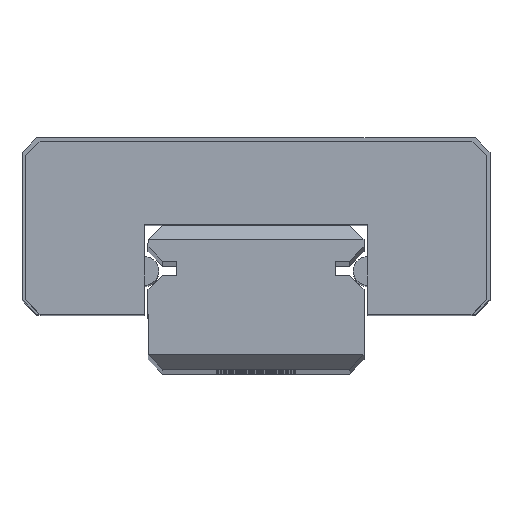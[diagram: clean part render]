
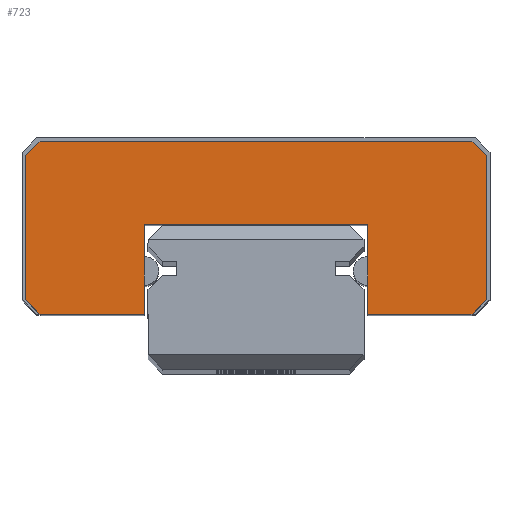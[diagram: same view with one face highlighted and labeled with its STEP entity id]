
A CAD part, top view. The second image highlights one B-rep face of the part: STEP entity #723.
In plain terms, the highlighted planar face has unit normal (0, 0, 1).
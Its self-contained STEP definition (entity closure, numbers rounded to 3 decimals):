
#47 = LINE ( 'NONE', #2346, #5003 ) ;
#65 = EDGE_CURVE ( 'NONE', #1505, #2470, #1039, .T. ) ;
#77 = VERTEX_POINT ( 'NONE', #1070 ) ;
#160 = EDGE_CURVE ( 'NONE', #5051, #4315, #2087, .T. ) ;
#180 = DIRECTION ( 'NONE',  ( 0., -1., 0. ) ) ;
#256 = EDGE_CURVE ( 'NONE', #4582, #4885, #3009, .T. ) ;
#353 = CARTESIAN_POINT ( 'NONE',  ( 13., 13., 0. ) ) ;
#370 = CARTESIAN_POINT ( 'NONE',  ( 0., 0., 0. ) ) ;
#373 = DIRECTION ( 'NONE',  ( 0., 1., 0. ) ) ;
#421 = VERTEX_POINT ( 'NONE', #2700 ) ;
#587 = VECTOR ( 'NONE', #3326, 1000. ) ;
#657 = VECTOR ( 'NONE', #373, 1000. ) ;
#700 = CARTESIAN_POINT ( 'NONE',  ( 8., -8., 0. ) ) ;
#723 = ADVANCED_FACE ( 'NONE', ( #3355 ), #926, .T. ) ;
#732 = CARTESIAN_POINT ( 'NONE',  ( 7.75, 5.25, 0. ) ) ;
#795 = LINE ( 'NONE', #2377, #3317 ) ;
#814 = DIRECTION ( 'NONE',  ( 1., 0., 0. ) ) ;
#853 = EDGE_CURVE ( 'NONE', #4885, #1505, #4772, .T. ) ;
#926 = PLANE ( 'NONE',  #1782 ) ;
#1013 = DIRECTION ( 'NONE',  ( 0., -1., 0. ) ) ;
#1022 = DIRECTION ( 'NONE',  ( 0.707, 0.707, 0. ) ) ;
#1025 = VERTEX_POINT ( 'NONE', #4656 ) ;
#1039 = LINE ( 'NONE', #3397, #4316 ) ;
#1047 = VERTEX_POINT ( 'NONE', #2655 ) ;
#1070 = CARTESIAN_POINT ( 'NONE',  ( 16., 10., 0. ) ) ;
#1098 = CARTESIAN_POINT ( 'NONE',  ( -15., 11., 0. ) ) ;
#1230 = CARTESIAN_POINT ( 'NONE',  ( -15., -1., 0. ) ) ;
#1319 = CARTESIAN_POINT ( 'NONE',  ( 7.75, 3., 0. ) ) ;
#1406 = DIRECTION ( 'NONE',  ( -1., 0., 0. ) ) ;
#1418 = VECTOR ( 'NONE', #1022, 1000. ) ;
#1454 = ORIENTED_EDGE ( 'NONE', *, *, #65, .T. ) ;
#1491 = LINE ( 'NONE', #353, #2142 ) ;
#1505 = VERTEX_POINT ( 'NONE', #4044 ) ;
#1586 = VERTEX_POINT ( 'NONE', #1715 ) ;
#1600 = CARTESIAN_POINT ( 'NONE',  ( 7.75, 1., 0. ) ) ;
#1618 = ORIENTED_EDGE ( 'NONE', *, *, #4652, .T. ) ;
#1650 = EDGE_CURVE ( 'NONE', #1025, #1680, #3938, .T. ) ;
#1680 = VERTEX_POINT ( 'NONE', #2285 ) ;
#1704 = LINE ( 'NONE', #4439, #3819 ) ;
#1715 = CARTESIAN_POINT ( 'NONE',  ( 16., 0., 0. ) ) ;
#1782 = AXIS2_PLACEMENT_3D ( 'NONE', #370, #4607, #1899 ) ;
#1801 = VECTOR ( 'NONE', #1406, 1000. ) ;
#1836 = CARTESIAN_POINT ( 'NONE',  ( -8., -8., 0. ) ) ;
#1899 = DIRECTION ( 'NONE',  ( 1., 0., 0. ) ) ;
#1900 = LINE ( 'NONE', #732, #3145 ) ;
#1945 = EDGE_CURVE ( 'NONE', #4087, #421, #2066, .T. ) ;
#1951 = VERTEX_POINT ( 'NONE', #1230 ) ;
#2031 = EDGE_CURVE ( 'NONE', #2470, #1951, #4096, .T. ) ;
#2049 = DIRECTION ( 'NONE',  ( 0., 1., 0. ) ) ;
#2066 = LINE ( 'NONE', #2419, #2950 ) ;
#2087 = LINE ( 'NONE', #4431, #3739 ) ;
#2142 = VECTOR ( 'NONE', #5040, 1000. ) ;
#2255 = LINE ( 'NONE', #700, #1418 ) ;
#2256 = ORIENTED_EDGE ( 'NONE', *, *, #4680, .T. ) ;
#2285 = CARTESIAN_POINT ( 'NONE',  ( -7.75, 1., 0. ) ) ;
#2290 = ORIENTED_EDGE ( 'NONE', *, *, #256, .T. ) ;
#2304 = ORIENTED_EDGE ( 'NONE', *, *, #2750, .T. ) ;
#2346 = CARTESIAN_POINT ( 'NONE',  ( 7.75, -1., 0. ) ) ;
#2377 = CARTESIAN_POINT ( 'NONE',  ( 16., 11., 0. ) ) ;
#2396 = DIRECTION ( 'NONE',  ( 0., 1., 0. ) ) ;
#2419 = CARTESIAN_POINT ( 'NONE',  ( -7.75, -1., 0. ) ) ;
#2443 = CARTESIAN_POINT ( 'NONE',  ( -13., 13., 0. ) ) ;
#2449 = CARTESIAN_POINT ( 'NONE',  ( 7.75, -1., 0. ) ) ;
#2450 = CARTESIAN_POINT ( 'NONE',  ( -16., -1., 0. ) ) ;
#2470 = VERTEX_POINT ( 'NONE', #2909 ) ;
#2541 = DIRECTION ( 'NONE',  ( 0.707, -0.707, 0. ) ) ;
#2557 = ORIENTED_EDGE ( 'NONE', *, *, #4447, .T. ) ;
#2610 = ORIENTED_EDGE ( 'NONE', *, *, #4290, .T. ) ;
#2655 = CARTESIAN_POINT ( 'NONE',  ( 7.75, 5.25, 0. ) ) ;
#2700 = CARTESIAN_POINT ( 'NONE',  ( -7.75, 5.25, 0. ) ) ;
#2750 = EDGE_CURVE ( 'NONE', #77, #4582, #1491, .T. ) ;
#2819 = CARTESIAN_POINT ( 'NONE',  ( -7.75, 0., 0. ) ) ;
#2834 = ORIENTED_EDGE ( 'NONE', *, *, #2031, .T. ) ;
#2867 = VECTOR ( 'NONE', #2541, 1000. ) ;
#2895 = VECTOR ( 'NONE', #2049, 1000. ) ;
#2909 = CARTESIAN_POINT ( 'NONE',  ( -16., 0., 0. ) ) ;
#2950 = VECTOR ( 'NONE', #2396, 1000. ) ;
#3009 = LINE ( 'NONE', #3360, #1801 ) ;
#3088 = ORIENTED_EDGE ( 'NONE', *, *, #853, .T. ) ;
#3110 = CARTESIAN_POINT ( 'NONE',  ( 15., 11., 0. ) ) ;
#3141 = CARTESIAN_POINT ( 'NONE',  ( -7.75, -1., 0. ) ) ;
#3145 = VECTOR ( 'NONE', #3494, 1000. ) ;
#3152 = VECTOR ( 'NONE', #3289, 1000. ) ;
#3157 = EDGE_CURVE ( 'NONE', #1047, #4315, #1900, .T. ) ;
#3221 = ORIENTED_EDGE ( 'NONE', *, *, #1650, .T. ) ;
#3229 = EDGE_CURVE ( 'NONE', #1586, #77, #795, .T. ) ;
#3241 = LINE ( 'NONE', #2819, #2895 ) ;
#3247 = VERTEX_POINT ( 'NONE', #4424 ) ;
#3262 = DIRECTION ( 'NONE',  ( -0.707, -0.707, 0. ) ) ;
#3279 = VERTEX_POINT ( 'NONE', #2449 ) ;
#3288 = ORIENTED_EDGE ( 'NONE', *, *, #3157, .T. ) ;
#3289 = DIRECTION ( 'NONE',  ( 1., 0., 0. ) ) ;
#3303 = ORIENTED_EDGE ( 'NONE', *, *, #3229, .T. ) ;
#3317 = VECTOR ( 'NONE', #3987, 1000. ) ;
#3326 = DIRECTION ( 'NONE',  ( 1., 0., 0. ) ) ;
#3352 = LINE ( 'NONE', #2450, #587 ) ;
#3355 = FACE_OUTER_BOUND ( 'NONE', #3415, .T. ) ;
#3360 = CARTESIAN_POINT ( 'NONE',  ( -16., 11., 0. ) ) ;
#3397 = CARTESIAN_POINT ( 'NONE',  ( -16., 11., 0. ) ) ;
#3415 = EDGE_LOOP ( 'NONE', ( #4385, #1618, #4500, #2557, #3303, #2304, #2290, #3088, #1454, #2834, #2610, #3221, #4455, #3431, #2256, #3288 ) ) ;
#3431 = ORIENTED_EDGE ( 'NONE', *, *, #1945, .T. ) ;
#3444 = CARTESIAN_POINT ( 'NONE',  ( -7.75, 3., 0. ) ) ;
#3494 = DIRECTION ( 'NONE',  ( 0., -1., 0. ) ) ;
#3712 = CARTESIAN_POINT ( 'NONE',  ( -7.75, 5.25, 0. ) ) ;
#3739 = VECTOR ( 'NONE', #4834, 1000. ) ;
#3819 = VECTOR ( 'NONE', #180, 1000. ) ;
#3879 = VECTOR ( 'NONE', #3262, 1000. ) ;
#3938 = LINE ( 'NONE', #3141, #657 ) ;
#3987 = DIRECTION ( 'NONE',  ( 0., 1., 0. ) ) ;
#4044 = CARTESIAN_POINT ( 'NONE',  ( -16., 10., 0. ) ) ;
#4087 = VERTEX_POINT ( 'NONE', #3444 ) ;
#4096 = LINE ( 'NONE', #1836, #2867 ) ;
#4170 = EDGE_CURVE ( 'NONE', #1680, #4087, #3241, .T. ) ;
#4290 = EDGE_CURVE ( 'NONE', #1951, #1025, #3352, .T. ) ;
#4315 = VERTEX_POINT ( 'NONE', #1319 ) ;
#4316 = VECTOR ( 'NONE', #1013, 1000. ) ;
#4385 = ORIENTED_EDGE ( 'NONE', *, *, #160, .F. ) ;
#4424 = CARTESIAN_POINT ( 'NONE',  ( 15., -1., 0. ) ) ;
#4431 = CARTESIAN_POINT ( 'NONE',  ( 7.75, 0., 0. ) ) ;
#4439 = CARTESIAN_POINT ( 'NONE',  ( 7.75, 5.25, 0. ) ) ;
#4447 = EDGE_CURVE ( 'NONE', #3247, #1586, #2255, .T. ) ;
#4455 = ORIENTED_EDGE ( 'NONE', *, *, #4170, .T. ) ;
#4500 = ORIENTED_EDGE ( 'NONE', *, *, #4975, .T. ) ;
#4582 = VERTEX_POINT ( 'NONE', #3110 ) ;
#4607 = DIRECTION ( 'NONE',  ( 0., 0., 1. ) ) ;
#4652 = EDGE_CURVE ( 'NONE', #5051, #3279, #1704, .T. ) ;
#4656 = CARTESIAN_POINT ( 'NONE',  ( -7.75, -1., 0. ) ) ;
#4680 = EDGE_CURVE ( 'NONE', #421, #1047, #4953, .T. ) ;
#4772 = LINE ( 'NONE', #2443, #3879 ) ;
#4834 = DIRECTION ( 'NONE',  ( 0., 1., 0. ) ) ;
#4885 = VERTEX_POINT ( 'NONE', #1098 ) ;
#4953 = LINE ( 'NONE', #3712, #3152 ) ;
#4975 = EDGE_CURVE ( 'NONE', #3279, #3247, #47, .T. ) ;
#5003 = VECTOR ( 'NONE', #814, 1000. ) ;
#5040 = DIRECTION ( 'NONE',  ( -0.707, 0.707, 0. ) ) ;
#5051 = VERTEX_POINT ( 'NONE', #1600 ) ;
